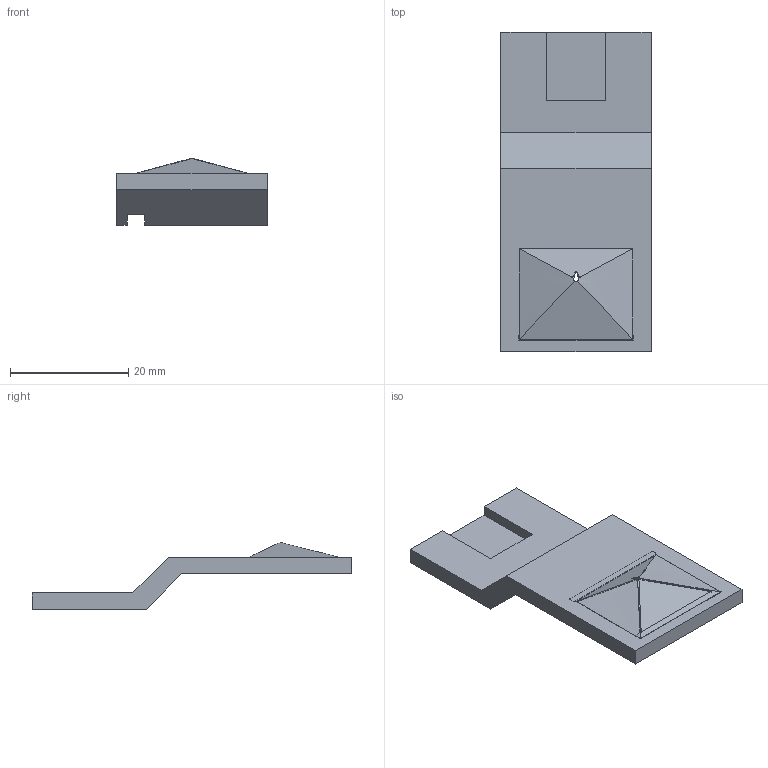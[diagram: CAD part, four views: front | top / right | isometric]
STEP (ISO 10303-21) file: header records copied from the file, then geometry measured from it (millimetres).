
FILE_DESCRIPTION(/* description */ (''),/* implementation_level */ '2;1');
FILE_NAME(/* name */ 'coneholder_elevated_maleslot_shallow_v7.stp',/* time_stamp */ '2022-03-15T12:21:55-04:00',/* author */ ('wilson'),/* organization */ (''),/* preprocessor_version */ 'ST-DEVELOPER v18.1',/* originating_system */ 'Autodesk Inventor 2021',/* authorisation */ '');
FILE_SCHEMA (('AUTOMOTIVE_DESIGN { 1 0 10303 214 3 1 1 }'));
Length unit declared in the file: millimetre
Products named in the file (1): coneholder_elevated_maleslot_shallow_v7
Bounding box: 25.4 x 53.99 x 11.25 mm (x, y, z)
Volume: 2509.4 mm3; surface area: 3744.3 mm2
Topology: 1 solids, 2 shells, 193 faces, 500 edges, 313 vertices
Faces by surface type: bspline 110, plane 61, cylinder 19, sphere 3
Entity records: 9153 total; most frequent: CARTESIAN_POINT 5092, ORIENTED_EDGE 998, DIRECTION 531, EDGE_CURVE 499, VERTEX_POINT 313, LINE 237, VECTOR 237, B_SPLINE_CURVE_WITH_KNOTS 199
